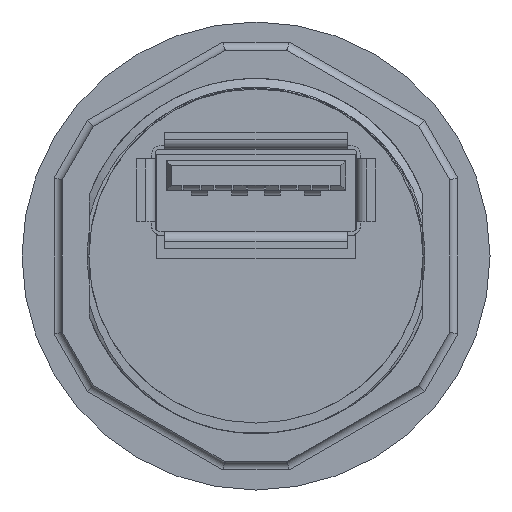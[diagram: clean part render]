
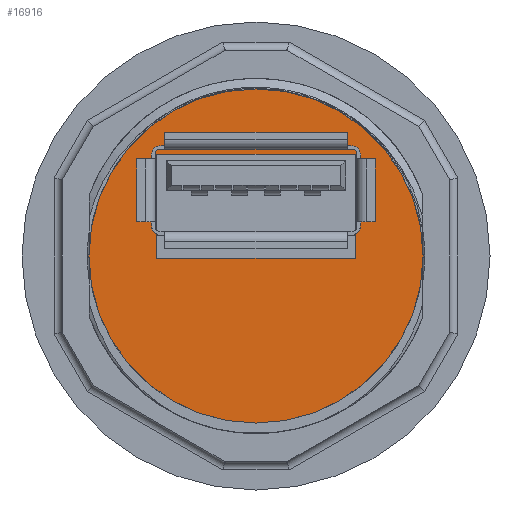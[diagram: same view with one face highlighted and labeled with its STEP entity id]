
A CAD part, front view. The second image highlights one B-rep face of the part: STEP entity #16916.
In plain terms, the highlighted planar face has unit normal (0, -1, 0).
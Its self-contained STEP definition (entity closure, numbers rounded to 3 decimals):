
#202=FACE_BOUND($,#2806,.T.);
#203=FACE_BOUND($,#2807,.T.);
#204=FACE_BOUND($,#2808,.T.);
#1098=CIRCLE($,#18082,0.6);
#1099=CIRCLE($,#18083,0.6);
#1100=CIRCLE($,#18084,0.3);
#1101=CIRCLE($,#18085,0.3);
#1102=CIRCLE($,#18086,10.35);
#2806=EDGE_LOOP($,(#14838,#14839,#14840,#14841,#14842,#14843,#14844,#14845,
#14846,#14847,#14848,#14849));
#2807=EDGE_LOOP($,(#14850,#14851,#14852,#14853));
#2808=EDGE_LOOP($,(#14854));
#2985=LINE($,#22530,#4760);
#2988=LINE($,#22536,#4763);
#2996=LINE($,#22553,#4771);
#2999=LINE($,#22559,#4774);
#4431=LINE($,#34193,#6206);
#4432=LINE($,#34196,#6207);
#4433=LINE($,#34200,#6208);
#4434=LINE($,#34203,#6209);
#4435=LINE($,#34206,#6210);
#4436=LINE($,#34208,#6211);
#4437=LINE($,#34210,#6212);
#4438=LINE($,#34211,#6213);
#4760=VECTOR($,#18309,4.06);
#4763=VECTOR($,#18314,0.23);
#4771=VECTOR($,#18324,4.13);
#4774=VECTOR($,#18329,0.23);
#6206=VECTOR($,#21763,11.76);
#6207=VECTOR($,#21766,4.06);
#6208=VECTOR($,#21769,11.9);
#6209=VECTOR($,#21772,4.13);
#6210=VECTOR($,#21773,6.47);
#6211=VECTOR($,#21774,12.3);
#6212=VECTOR($,#21775,6.47);
#6213=VECTOR($,#21776,12.3);
#6527=VERTEX_POINT($,#22512);
#6535=VERTEX_POINT($,#22528);
#6536=VERTEX_POINT($,#22532);
#6539=VERTEX_POINT($,#22539);
#6545=VERTEX_POINT($,#22551);
#6547=VERTEX_POINT($,#22556);
#7895=VERTEX_POINT($,#34190);
#7896=VERTEX_POINT($,#34192);
#7897=VERTEX_POINT($,#34194);
#7898=VERTEX_POINT($,#34197);
#7899=VERTEX_POINT($,#34199);
#7900=VERTEX_POINT($,#34201);
#7901=VERTEX_POINT($,#34204);
#7902=VERTEX_POINT($,#34205);
#7903=VERTEX_POINT($,#34207);
#7904=VERTEX_POINT($,#34209);
#7905=VERTEX_POINT($,#34212);
#8128=EDGE_CURVE($,#6535,#6527,#2985,.T.);
#8131=EDGE_CURVE($,#6536,#6527,#2988,.T.);
#8139=EDGE_CURVE($,#6545,#6539,#2996,.T.);
#8142=EDGE_CURVE($,#6547,#6539,#2999,.T.);
#10235=EDGE_CURVE($,#7895,#6535,#1098,.T.);
#10236=EDGE_CURVE($,#7896,#7895,#4431,.T.);
#10237=EDGE_CURVE($,#7897,#7896,#1099,.T.);
#10238=EDGE_CURVE($,#6547,#7897,#4432,.T.);
#10239=EDGE_CURVE($,#7898,#6545,#1100,.T.);
#10240=EDGE_CURVE($,#7899,#7898,#4433,.T.);
#10241=EDGE_CURVE($,#7900,#7899,#1101,.T.);
#10242=EDGE_CURVE($,#6536,#7900,#4434,.T.);
#10243=EDGE_CURVE($,#7901,#7902,#4435,.T.);
#10244=EDGE_CURVE($,#7903,#7901,#4436,.T.);
#10245=EDGE_CURVE($,#7904,#7903,#4437,.T.);
#10246=EDGE_CURVE($,#7902,#7904,#4438,.T.);
#10247=EDGE_CURVE($,#7905,#7905,#1102,.T.);
#14838=ORIENTED_EDGE($,*,*,#8128,.F.);
#14839=ORIENTED_EDGE($,*,*,#10235,.F.);
#14840=ORIENTED_EDGE($,*,*,#10236,.F.);
#14841=ORIENTED_EDGE($,*,*,#10237,.F.);
#14842=ORIENTED_EDGE($,*,*,#10238,.F.);
#14843=ORIENTED_EDGE($,*,*,#8142,.T.);
#14844=ORIENTED_EDGE($,*,*,#8139,.F.);
#14845=ORIENTED_EDGE($,*,*,#10239,.F.);
#14846=ORIENTED_EDGE($,*,*,#10240,.F.);
#14847=ORIENTED_EDGE($,*,*,#10241,.F.);
#14848=ORIENTED_EDGE($,*,*,#10242,.F.);
#14849=ORIENTED_EDGE($,*,*,#8131,.T.);
#14850=ORIENTED_EDGE($,*,*,#10243,.F.);
#14851=ORIENTED_EDGE($,*,*,#10244,.F.);
#14852=ORIENTED_EDGE($,*,*,#10245,.F.);
#14853=ORIENTED_EDGE($,*,*,#10246,.F.);
#14854=ORIENTED_EDGE($,*,*,#10247,.F.);
#16057=PLANE($,#18081);
#16916=ADVANCED_FACE($,(#202,#203,#204),#16057,.T.);
#18081=AXIS2_PLACEMENT_3D($,#34189,#21759,#21760);
#18082=AXIS2_PLACEMENT_3D($,#34191,#21761,#21762);
#18083=AXIS2_PLACEMENT_3D($,#34195,#21764,#21765);
#18084=AXIS2_PLACEMENT_3D($,#34198,#21767,#21768);
#18085=AXIS2_PLACEMENT_3D($,#34202,#21770,#21771);
#18086=AXIS2_PLACEMENT_3D($,#34213,#21777,#21778);
#18309=DIRECTION($,(0.,0.,-1.));
#18314=DIRECTION($,(-1.,0.,0.));
#18324=DIRECTION($,(0.,0.,-1.));
#18329=DIRECTION($,(-1.,0.,0.));
#21759=DIRECTION('center_axis',(0.,-1.,0.));
#21760=DIRECTION('ref_axis',(0.,0.,-1.));
#21761=DIRECTION('center_axis',(0.,-1.,0.));
#21762=DIRECTION('ref_axis',(-0.707,0.,0.707));
#21763=DIRECTION($,(-1.,0.,0.));
#21764=DIRECTION('center_axis',(0.,-1.,0.));
#21765=DIRECTION('ref_axis',(0.707,0.,0.707));
#21766=DIRECTION($,(0.,0.,1.));
#21767=DIRECTION('center_axis',(0.,1.,0.));
#21768=DIRECTION('ref_axis',(0.707,0.,0.707));
#21769=DIRECTION($,(1.,0.,0.));
#21770=DIRECTION('center_axis',(0.,1.,0.));
#21771=DIRECTION('ref_axis',(-0.707,0.,0.707));
#21772=DIRECTION($,(0.,0.,1.));
#21773=DIRECTION($,(0.,0.,1.));
#21774=DIRECTION($,(1.,0.,0.));
#21775=DIRECTION($,(0.,0.,-1.));
#21776=DIRECTION($,(-1.,0.,0.));
#21777=DIRECTION('center_axis',(0.,1.,0.));
#21778=DIRECTION('ref_axis',(-1.,0.,0.));
#22512=CARTESIAN_POINT('',(-6.48,-15.,2.19));
#22528=CARTESIAN_POINT('',(-6.48,-15.,6.25));
#22530=CARTESIAN_POINT($,(-6.48,-15.,0.235));
#22532=CARTESIAN_POINT('',(-6.25,-15.,2.19));
#22536=CARTESIAN_POINT($,(-6.25,-15.,2.19));
#22539=CARTESIAN_POINT('',(6.25,-15.,2.19));
#22551=CARTESIAN_POINT('',(6.25,-15.,6.32));
#22553=CARTESIAN_POINT($,(6.25,-15.,0.91));
#22556=CARTESIAN_POINT('',(6.48,-15.,2.19));
#22559=CARTESIAN_POINT($,(6.48,-15.,2.19));
#34189=CARTESIAN_POINT('Origin',(-9.925,-15.,0.));
#34190=CARTESIAN_POINT('',(-5.88,-15.,6.85));
#34191=CARTESIAN_POINT('Origin',(-5.88,-15.,6.25));
#34192=CARTESIAN_POINT('',(5.88,-15.,6.85));
#34193=CARTESIAN_POINT($,(2.94,-15.,6.85));
#34194=CARTESIAN_POINT('',(6.48,-15.,6.25));
#34195=CARTESIAN_POINT('Origin',(5.88,-15.,6.25));
#34196=CARTESIAN_POINT($,(6.48,-15.,0.945));
#34197=CARTESIAN_POINT('',(5.95,-15.,6.62));
#34198=CARTESIAN_POINT('Origin',(5.95,-15.,6.32));
#34199=CARTESIAN_POINT('',(-5.95,-15.,6.62));
#34200=CARTESIAN_POINT($,(2.975,-15.,6.62));
#34201=CARTESIAN_POINT('',(-6.25,-15.,6.32));
#34202=CARTESIAN_POINT('Origin',(-5.95,-15.,6.32));
#34203=CARTESIAN_POINT($,(-6.25,-15.,0.945));
#34204=CARTESIAN_POINT('',(6.15,-15.,-0.15));
#34205=CARTESIAN_POINT('',(6.15,-15.,6.32));
#34206=CARTESIAN_POINT($,(6.15,-15.,2.325));
#34207=CARTESIAN_POINT('',(-6.15,-15.,-0.15));
#34208=CARTESIAN_POINT($,(2.975,-15.,-0.15));
#34209=CARTESIAN_POINT('',(-6.15,-15.,6.32));
#34210=CARTESIAN_POINT($,(-6.15,-15.,-0.075));
#34211=CARTESIAN_POINT($,(-2.975,-15.,6.32));
#34212=CARTESIAN_POINT('',(-10.35,-15.,0.));
#34213=CARTESIAN_POINT('Origin',(0.,-15.,0.));
